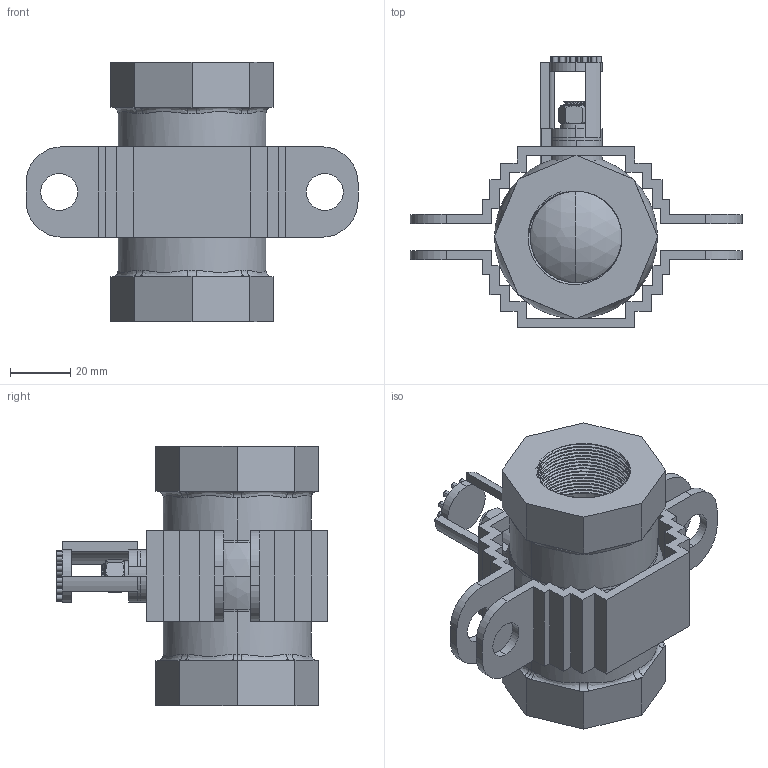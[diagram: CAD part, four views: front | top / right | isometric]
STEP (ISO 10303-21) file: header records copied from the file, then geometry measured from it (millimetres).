
FILE_DESCRIPTION (( 'STEP AP214' ), '1' );
FILE_NAME ('BallValveAssembly.step', '2022-07-16T15:44:45', ( 'Windows User' ), ( '' ), 'SwSTEP 2.0', 'SolidWorks 2022', '' );
FILE_SCHEMA (( 'AUTOMOTIVE_DESIGN' ));
Length unit declared in the file: centimetre
Products named in the file (9): twoRailStrapsBottom; ball; BallValveAssembly; socket; Nut; Interface; BottomWasher; topWasher; twoRailStrapsTop
Assembly tree (8 placements, depth 2):
  BallValveAssembly
    socket
    ball
    BottomWasher
    Interface
    topWasher
    Nut
    twoRailStrapsBottom
    twoRailStrapsTop
Bounding box: 110 x 90.05 x 86 mm (x, y, z)
Volume: 136223.5 mm3; surface area: 62169 mm2
Topology: 9 solids, 9 shells, 417 faces, 1095 edges, 707 vertices
Faces by surface type: cylinder 179, plane 168, bspline 28, torus 22, cone 14, sphere 6
Entity records: 31096 total; most frequent: CARTESIAN_POINT 20951, ORIENTED_EDGE 2178, DIRECTION 1897, EDGE_CURVE 1089, VERTEX_POINT 707, AXIS2_PLACEMENT_3D 677, LINE 543, VECTOR 543
